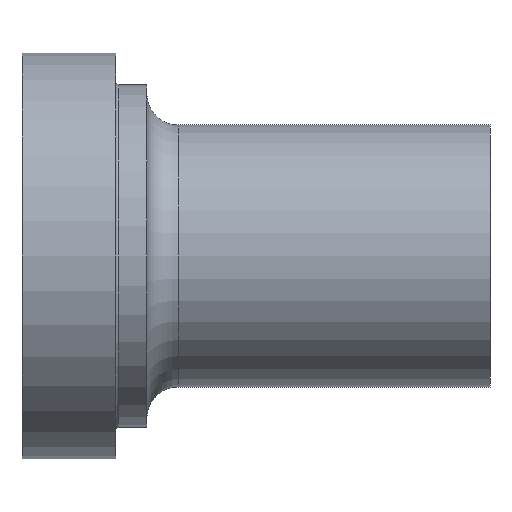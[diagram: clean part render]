
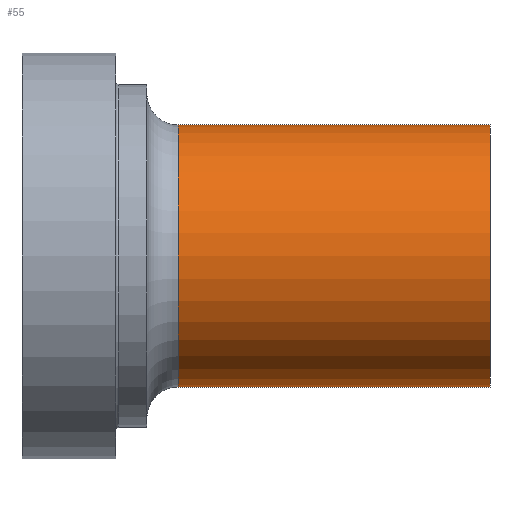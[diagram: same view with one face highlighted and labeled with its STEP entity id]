
A CAD part, front view. The second image highlights one B-rep face of the part: STEP entity #55.
In plain terms, the highlighted cylindrical face has radius 4.2 mm (diameter 8.4 mm), a full revolution.
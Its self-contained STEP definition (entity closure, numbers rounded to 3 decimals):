
#55 = ADVANCED_FACE( '', ( #116, #117 ), #118, .T. );
#116 = FACE_OUTER_BOUND( '', #175, .T. );
#117 = FACE_OUTER_BOUND( '', #176, .T. );
#118 = CYLINDRICAL_SURFACE( '', #177, 4.2 );
#175 = EDGE_LOOP( '', ( #246 ) );
#176 = EDGE_LOOP( '', ( #247 ) );
#177 = AXIS2_PLACEMENT_3D( '', #248, #249, #250 );
#246 = ORIENTED_EDGE( '', *, *, #291, .F. );
#247 = ORIENTED_EDGE( '', *, *, #271, .T. );
#248 = CARTESIAN_POINT( '', ( -60., 0., 0. ) );
#249 = DIRECTION( '', ( 1., 0., 0. ) );
#250 = DIRECTION( '', ( 0., 0., 1. ) );
#271 = EDGE_CURVE( '', #298, #298, #299, .T. );
#291 = EDGE_CURVE( '', #329, #329, #330, .T. );
#298 = VERTEX_POINT( '', #337 );
#299 = CIRCLE( '', #338, 4.2 );
#329 = VERTEX_POINT( '', #368 );
#330 = CIRCLE( '', #369, 4.2 );
#337 = CARTESIAN_POINT( '', ( 0., 0., 4.2 ) );
#338 = AXIS2_PLACEMENT_3D( '', #376, #377, #378 );
#368 = CARTESIAN_POINT( '', ( -10., 0., 4.2 ) );
#369 = AXIS2_PLACEMENT_3D( '', #409, #410, #411 );
#376 = CARTESIAN_POINT( '', ( 0., 0., 0. ) );
#377 = DIRECTION( '', ( -1., 0., 0. ) );
#378 = DIRECTION( '', ( 0., 0., 1. ) );
#409 = CARTESIAN_POINT( '', ( -10., 0., 0. ) );
#410 = DIRECTION( '', ( -1., 0., 0. ) );
#411 = DIRECTION( '', ( 0., 0., 1. ) );
